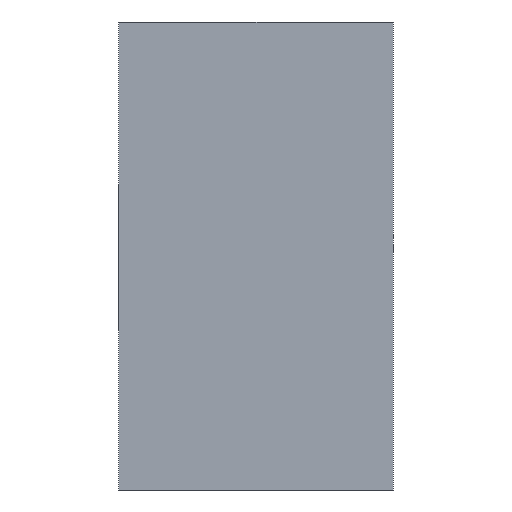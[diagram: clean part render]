
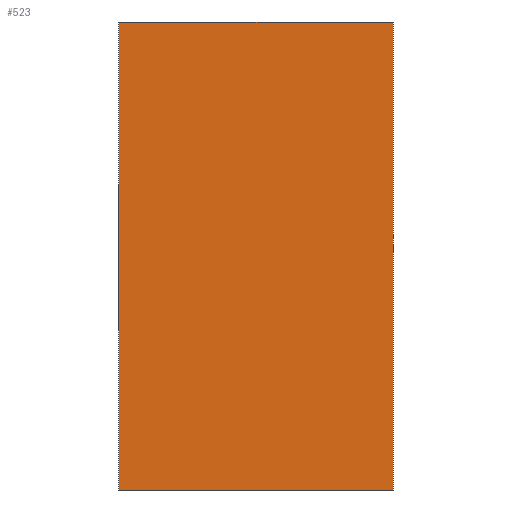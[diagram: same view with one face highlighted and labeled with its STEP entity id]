
A CAD part, left-side view. The second image highlights one B-rep face of the part: STEP entity #523.
In plain terms, the highlighted planar face has unit normal (-1, 0, 0).
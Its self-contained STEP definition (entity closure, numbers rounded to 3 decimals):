
#17=FACE_OUTER_BOUND('',#46,.T.);
#46=EDGE_LOOP('',(#349,#350,#351,#352));
#79=LINE('',#741,#153);
#80=LINE('',#743,#154);
#81=LINE('',#745,#155);
#82=LINE('',#746,#156);
#153=VECTOR('',#604,10.);
#154=VECTOR('',#605,10.);
#155=VECTOR('',#606,10.);
#156=VECTOR('',#607,10.);
#227=VERTEX_POINT('',#739);
#228=VERTEX_POINT('',#740);
#229=VERTEX_POINT('',#742);
#230=VERTEX_POINT('',#744);
#275=EDGE_CURVE('',#227,#228,#79,.T.);
#276=EDGE_CURVE('',#228,#229,#80,.T.);
#277=EDGE_CURVE('',#229,#230,#81,.T.);
#278=EDGE_CURVE('',#230,#227,#82,.T.);
#349=ORIENTED_EDGE('',*,*,#275,.T.);
#350=ORIENTED_EDGE('',*,*,#276,.T.);
#351=ORIENTED_EDGE('',*,*,#277,.T.);
#352=ORIENTED_EDGE('',*,*,#278,.T.);
#494=PLANE('',#566);
#523=ADVANCED_FACE('',(#17),#494,.T.);
#566=AXIS2_PLACEMENT_3D('',#738,#602,#603);
#602=DIRECTION('center_axis',(-1.,0.,0.));
#603=DIRECTION('ref_axis',(0.,0.,1.));
#604=DIRECTION('',(0.,0.,1.));
#605=DIRECTION('',(0.,1.,0.));
#606=DIRECTION('',(0.,0.,-1.));
#607=DIRECTION('',(0.,-1.,0.));
#738=CARTESIAN_POINT('Origin',(24.,3.,-32.));
#739=CARTESIAN_POINT('',(24.,-7.,-41.7));
#740=CARTESIAN_POINT('',(24.,-7.,-24.2));
#741=CARTESIAN_POINT('',(24.,-7.,-37.7));
#742=CARTESIAN_POINT('',(24.,3.25,-24.2));
#743=CARTESIAN_POINT('',(24.,3.93,-24.2));
#744=CARTESIAN_POINT('',(24.,3.25,-41.7));
#745=CARTESIAN_POINT('',(24.,3.25,-28.2));
#746=CARTESIAN_POINT('',(24.,3.171,-41.7));
